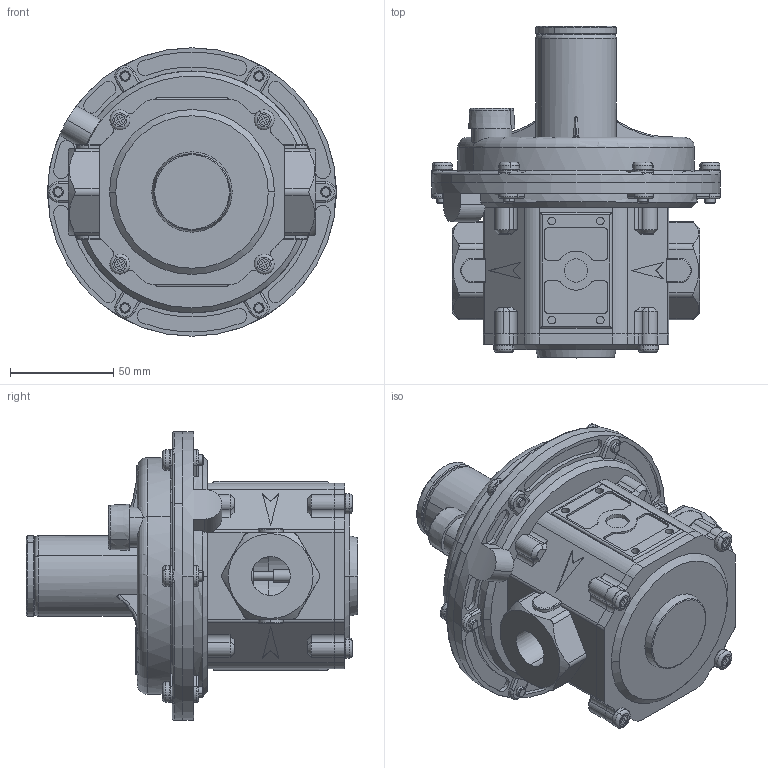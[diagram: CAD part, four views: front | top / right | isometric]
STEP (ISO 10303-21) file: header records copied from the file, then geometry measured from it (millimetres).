
FILE_DESCRIPTION (( 'STEP AP203' ), '1' );
FILE_NAME ('RLT15 0.7-2.1 Bar.STEP', '2022-08-17T08:52:54', ( '' ), ( '' ), 'SwSTEP 2.0', 'SolidWorks 2018', '' );
FILE_SCHEMA (( 'CONFIG_CONTROL_DESIGN' ));
Length unit declared in the file: millimetre
Products named in the file (26): 2.16.0051; 2.16.0023; 2.16.0033; 2.16.0017; 2.16.0057; 2.13.0026; 2.16.0016; 2.16.0034; 2.13.0560; 2.16.0028; 2.16.0025; 2.13.0039; 2.16.0045; RLT15 0.7-2.1 Bar; 2.16.0032; 2.16.0042; 2.16.0019; 2.16.0040; 2.16.0026; 2.16.0022; 2.16.0024; 2.16.0046; 2.16.0039; 2.16.0041; 2.16.0018; 2.16.0020
Assembly tree (44 placements, depth 2):
  RLT15 0.7-2.1 Bar
    2.13.0026
    2.13.0039
    2.13.0560  x14
    2.16.0023
    2.16.0016
    2.16.0017
    2.16.0018
    2.16.0019
    2.16.0020
    2.16.0022
    2.16.0024
    2.16.0025
    2.16.0026
    2.16.0028
    2.16.0032
    2.16.0033
    2.16.0034
    2.16.0039  x4
    2.16.0040
    2.16.0041  x2
    2.16.0042
    2.16.0045
    2.16.0046  x3
    2.16.0051
    2.16.0057
Bounding box: 140 x 161.1 x 140 mm (x, y, z)
Volume: 480182.1 mm3; surface area: 294847.5 mm2
Topology: 44 solids, 44 shells, 1753 faces, 4228 edges, 2699 vertices
Faces by surface type: cylinder 704, plane 690, cone 168, torus 157, bspline 25, sphere 9
Entity records: 48474 total; most frequent: CARTESIAN_POINT 13437, DIRECTION 7169, ORIENTED_EDGE 6372, EDGE_CURVE 3186, AXIS2_PLACEMENT_3D 2907, VERTEX_POINT 2039, CIRCLE 1589, EDGE_LOOP 1471
